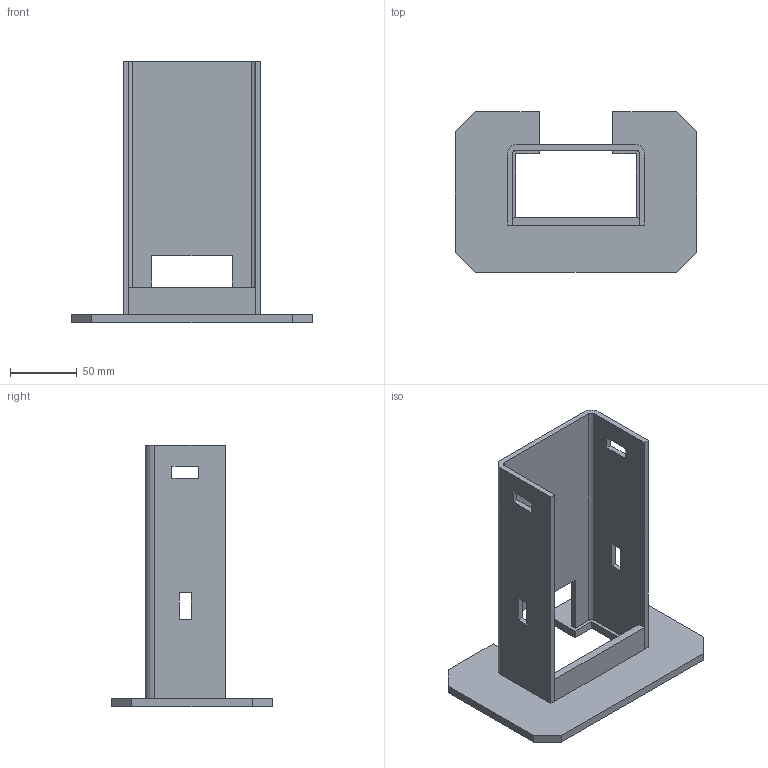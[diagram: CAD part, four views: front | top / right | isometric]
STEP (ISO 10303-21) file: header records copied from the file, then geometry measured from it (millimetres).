
FILE_DESCRIPTION((''),'2;1');
FILE_NAME('6356397_ASM','2012-08-09T',('AndreasKeweloh'),(''),'PRO/ENGINEER BY PARAMETRIC TECHNOLOGY CORPORATION, 2012130','PRO/ENGINEER BY PARAMETRIC TECHNOLOGY CORPORATION, 2012130','');
FILE_SCHEMA(('CONFIG_CONTROL_DESIGN'));
Length unit declared in the file: millimetre
Products named in the file (4): 6356397_KOPFPLATTE; 6356397_C_PROFIL; 6356397_V_BLECH; 6356397_ASM
Assembly tree (3 placements, depth 2):
  6356397_ASM
    6356397_KOPFPLATTE
    6356397_C_PROFIL
    6356397_V_BLECH
Bounding box: 180 x 120 x 195 mm (x, y, z)
Volume: 245635.2 mm3; surface area: 116831.7 mm2
Topology: 3 solids, 3 shells, 60 faces, 162 edges, 108 vertices
Faces by surface type: plane 56, cylinder 4
Entity records: 1978 total; most frequent: CARTESIAN_POINT 337, ORIENTED_EDGE 324, DIRECTION 304, EDGE_CURVE 162, VECTOR 154, LINE 154, VERTEX_POINT 108, AXIS2_PLACEMENT_3D 75
